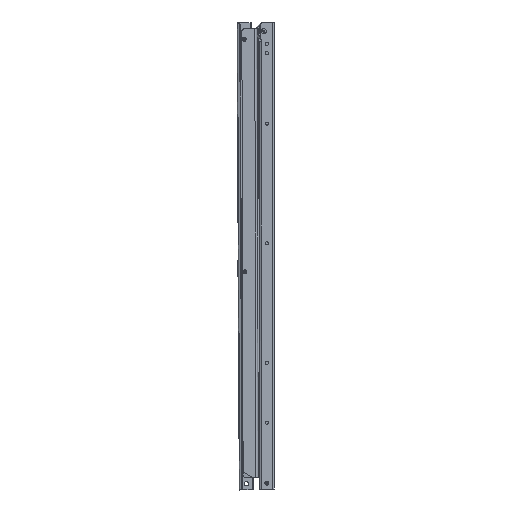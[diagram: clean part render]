
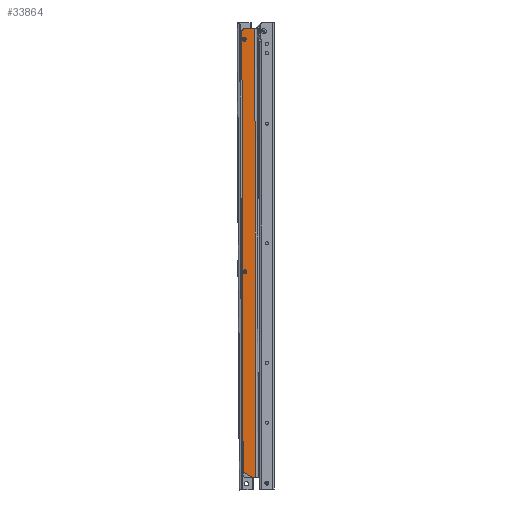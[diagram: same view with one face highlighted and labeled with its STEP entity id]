
A CAD part, left-side view. The second image highlights one B-rep face of the part: STEP entity #33864.
In plain terms, the highlighted planar face has unit normal (-1, 0, 0).
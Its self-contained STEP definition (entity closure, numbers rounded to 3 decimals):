
#109 = CARTESIAN_POINT ( 'NONE',  ( -7.5, 1.225, -720. ) ) ;
#365 = EDGE_CURVE ( 'NONE', #40762, #10025, #40402, .T. ) ;
#538 = ORIENTED_EDGE ( 'NONE', *, *, #38404, .T. ) ;
#1004 = CARTESIAN_POINT ( 'NONE',  ( -7.5, 21.9, -720. ) ) ;
#1283 = VERTEX_POINT ( 'NONE', #43776 ) ;
#1819 = EDGE_CURVE ( 'NONE', #7913, #15475, #20244, .T. ) ;
#1824 = EDGE_LOOP ( 'NONE', ( #18272, #43866, #25693, #38513, #5449, #4983 ) ) ;
#2079 = AXIS2_PLACEMENT_3D ( 'NONE', #38351, #10028, #21579 ) ;
#2398 = DIRECTION ( 'NONE',  ( 0., 0.866, 0.5 ) ) ;
#3494 = VERTEX_POINT ( 'NONE', #46455 ) ;
#4664 = DIRECTION ( 'NONE',  ( 1., 0., 0. ) ) ;
#4691 = DIRECTION ( 'NONE',  ( 1., 0., 0. ) ) ;
#4983 = ORIENTED_EDGE ( 'NONE', *, *, #49541, .F. ) ;
#5449 = ORIENTED_EDGE ( 'NONE', *, *, #365, .T. ) ;
#5750 = CARTESIAN_POINT ( 'NONE',  ( -7.5, 18.1, -17. ) ) ;
#5785 = EDGE_LOOP ( 'NONE', ( #20480, #538 ) ) ;
#6032 = DIRECTION ( 'NONE',  ( 0., -1., 0. ) ) ;
#7913 = VERTEX_POINT ( 'NONE', #15843 ) ;
#8887 = EDGE_LOOP ( 'NONE', ( #24475, #10073 ) ) ;
#9066 = CIRCLE ( 'NONE', #2079, 3.2 ) ;
#9804 = CARTESIAN_POINT ( 'NONE',  ( -7.5, 6.783, -720. ) ) ;
#9825 = EDGE_CURVE ( 'NONE', #53184, #40049, #11427, .T. ) ;
#10025 = VERTEX_POINT ( 'NONE', #39910 ) ;
#10028 = DIRECTION ( 'NONE',  ( 1., 0., 0. ) ) ;
#10073 = ORIENTED_EDGE ( 'NONE', *, *, #1819, .T. ) ;
#11246 = FACE_BOUND ( 'NONE', #5785, .T. ) ;
#11427 = LINE ( 'NONE', #23237, #31304 ) ;
#11668 = AXIS2_PLACEMENT_3D ( 'NONE', #5750, #4691, #46948 ) ;
#12884 = CARTESIAN_POINT ( 'NONE',  ( -7.5, 18.1, -390. ) ) ;
#14120 = VECTOR ( 'NONE', #26941, 1000. ) ;
#14350 = CARTESIAN_POINT ( 'NONE',  ( -7.5, 17.9, 0. ) ) ;
#15084 = DIRECTION ( 'NONE',  ( 0., -1., 0. ) ) ;
#15475 = VERTEX_POINT ( 'NONE', #31228 ) ;
#15843 = CARTESIAN_POINT ( 'NONE',  ( -7.5, 18.1, -20.2 ) ) ;
#18272 = ORIENTED_EDGE ( 'NONE', *, *, #9825, .F. ) ;
#20244 = CIRCLE ( 'NONE', #28179, 3.2 ) ;
#20480 = ORIENTED_EDGE ( 'NONE', *, *, #29256, .T. ) ;
#20917 = LINE ( 'NONE', #109, #42942 ) ;
#21579 = DIRECTION ( 'NONE',  ( 0., -1., 0. ) ) ;
#23054 = DIRECTION ( 'NONE',  ( -1., 0., 0. ) ) ;
#23150 = DIRECTION ( 'NONE',  ( 0., -1., 0. ) ) ;
#23237 = CARTESIAN_POINT ( 'NONE',  ( -7.5, 18.121, -713.454 ) ) ;
#23952 = VECTOR ( 'NONE', #25808, 1000. ) ;
#24475 = ORIENTED_EDGE ( 'NONE', *, *, #36365, .T. ) ;
#24599 = AXIS2_PLACEMENT_3D ( 'NONE', #48042, #23054, #15084 ) ;
#25675 = DIRECTION ( 'NONE',  ( 0., 0., 1. ) ) ;
#25693 = ORIENTED_EDGE ( 'NONE', *, *, #44648, .T. ) ;
#25777 = DIRECTION ( 'NONE',  ( 0., -1., 0. ) ) ;
#25808 = DIRECTION ( 'NONE',  ( 0., -1., 0. ) ) ;
#26549 = AXIS2_PLACEMENT_3D ( 'NONE', #12884, #4664, #25777 ) ;
#26924 = VERTEX_POINT ( 'NONE', #36572 ) ;
#26941 = DIRECTION ( 'NONE',  ( 0., -1., 0. ) ) ;
#28179 = AXIS2_PLACEMENT_3D ( 'NONE', #40616, #43936, #6032 ) ;
#29256 = EDGE_CURVE ( 'NONE', #1283, #26924, #51105, .T. ) ;
#29912 = CARTESIAN_POINT ( 'NONE',  ( -7.5, 21.9, -720. ) ) ;
#30212 = VERTEX_POINT ( 'NONE', #51557 ) ;
#31228 = CARTESIAN_POINT ( 'NONE',  ( -7.5, 18.1, -13.8 ) ) ;
#31304 = VECTOR ( 'NONE', #2398, 1000. ) ;
#31467 = EDGE_CURVE ( 'NONE', #40762, #3494, #44795, .T. ) ;
#31618 = AXIS2_PLACEMENT_3D ( 'NONE', #42969, #43504, #23150 ) ;
#33864 = ADVANCED_FACE ( 'NONE', ( #11246, #51886, #44498 ), #47783, .T. ) ;
#34860 = LINE ( 'NONE', #29912, #23952 ) ;
#36365 = EDGE_CURVE ( 'NONE', #15475, #7913, #46714, .T. ) ;
#36572 = CARTESIAN_POINT ( 'NONE',  ( -7.5, 18.1, -393.2 ) ) ;
#38351 = CARTESIAN_POINT ( 'NONE',  ( -7.5, 18.1, -390. ) ) ;
#38404 = EDGE_CURVE ( 'NONE', #26924, #1283, #9066, .T. ) ;
#38513 = ORIENTED_EDGE ( 'NONE', *, *, #31467, .F. ) ;
#39910 = CARTESIAN_POINT ( 'NONE',  ( -7.5, 21.9, -4. ) ) ;
#40049 = VERTEX_POINT ( 'NONE', #52564 ) ;
#40402 = CIRCLE ( 'NONE', #31618, 4. ) ;
#40616 = CARTESIAN_POINT ( 'NONE',  ( -7.5, 18.1, -17. ) ) ;
#40762 = VERTEX_POINT ( 'NONE', #14350 ) ;
#42942 = VECTOR ( 'NONE', #45125, 1000. ) ;
#42969 = CARTESIAN_POINT ( 'NONE',  ( -7.5, 17.9, -4. ) ) ;
#43504 = DIRECTION ( 'NONE',  ( -1., 0., 0. ) ) ;
#43776 = CARTESIAN_POINT ( 'NONE',  ( -7.5, 18.1, -386.8 ) ) ;
#43866 = ORIENTED_EDGE ( 'NONE', *, *, #49046, .T. ) ;
#43936 = DIRECTION ( 'NONE',  ( 1., 0., 0. ) ) ;
#44498 = FACE_OUTER_BOUND ( 'NONE', #1824, .T. ) ;
#44648 = EDGE_CURVE ( 'NONE', #30212, #3494, #20917, .T. ) ;
#44795 = LINE ( 'NONE', #48871, #14120 ) ;
#45125 = DIRECTION ( 'NONE',  ( 0., 0., 1. ) ) ;
#46455 = CARTESIAN_POINT ( 'NONE',  ( -7.5, 1.225, 0. ) ) ;
#46714 = CIRCLE ( 'NONE', #11668, 3.2 ) ;
#46948 = DIRECTION ( 'NONE',  ( 0., -1., 0. ) ) ;
#47783 = PLANE ( 'NONE',  #24599 ) ;
#48042 = CARTESIAN_POINT ( 'NONE',  ( -7.5, 21.9, -720. ) ) ;
#48871 = CARTESIAN_POINT ( 'NONE',  ( -7.5, 21.9, 0. ) ) ;
#49046 = EDGE_CURVE ( 'NONE', #53184, #30212, #34860, .T. ) ;
#49541 = EDGE_CURVE ( 'NONE', #40049, #10025, #50916, .T. ) ;
#50916 = LINE ( 'NONE', #1004, #52022 ) ;
#51105 = CIRCLE ( 'NONE', #26549, 3.2 ) ;
#51557 = CARTESIAN_POINT ( 'NONE',  ( -7.5, 1.225, -720. ) ) ;
#51886 = FACE_BOUND ( 'NONE', #8887, .T. ) ;
#52022 = VECTOR ( 'NONE', #25675, 1000. ) ;
#52564 = CARTESIAN_POINT ( 'NONE',  ( -7.5, 21.9, -711.272 ) ) ;
#53184 = VERTEX_POINT ( 'NONE', #9804 ) ;
